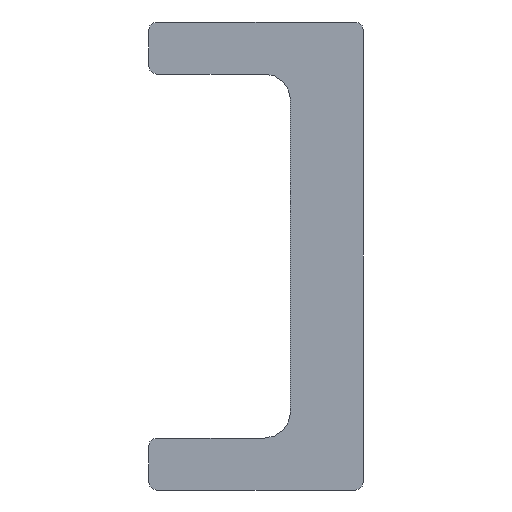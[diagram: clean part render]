
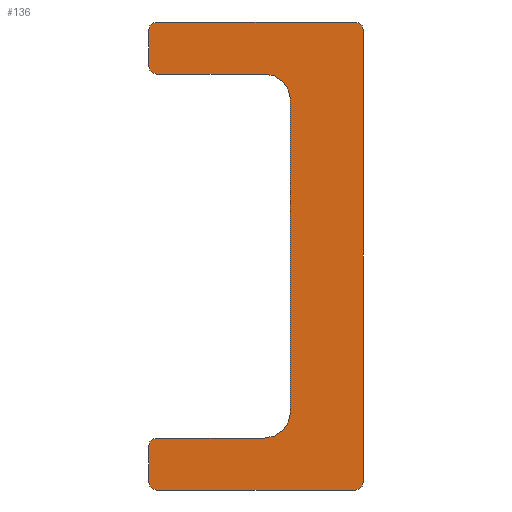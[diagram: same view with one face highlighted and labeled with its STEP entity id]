
A CAD part, front view. The second image highlights one B-rep face of the part: STEP entity #136.
In plain terms, the highlighted planar face has unit normal (0, -1, 0).
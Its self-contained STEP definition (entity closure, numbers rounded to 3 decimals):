
#136 = ADVANCED_FACE( '', ( #322 ), #323, .F. );
#322 = FACE_OUTER_BOUND( '', #513, .T. );
#323 = PLANE( '', #514 );
#513 = EDGE_LOOP( '', ( #817, #818, #819, #820, #821, #822, #823, #824, #825, #826, #827, #828, #829, #830, #831, #832 ) );
#514 = AXIS2_PLACEMENT_3D( '', #833, #834, #835 );
#817 = ORIENTED_EDGE( '', *, *, #992, .F. );
#818 = ORIENTED_EDGE( '', *, *, #982, .T. );
#819 = ORIENTED_EDGE( '', *, *, #1013, .F. );
#820 = ORIENTED_EDGE( '', *, *, #1001, .T. );
#821 = ORIENTED_EDGE( '', *, *, #1014, .F. );
#822 = ORIENTED_EDGE( '', *, *, #1015, .T. );
#823 = ORIENTED_EDGE( '', *, *, #1016, .F. );
#824 = ORIENTED_EDGE( '', *, *, #960, .T. );
#825 = ORIENTED_EDGE( '', *, *, #940, .F. );
#826 = ORIENTED_EDGE( '', *, *, #1011, .T. );
#827 = ORIENTED_EDGE( '', *, *, #953, .F. );
#828 = ORIENTED_EDGE( '', *, *, #950, .T. );
#829 = ORIENTED_EDGE( '', *, *, #921, .F. );
#830 = ORIENTED_EDGE( '', *, *, #969, .T. );
#831 = ORIENTED_EDGE( '', *, *, #972, .F. );
#832 = ORIENTED_EDGE( '', *, *, #913, .T. );
#833 = CARTESIAN_POINT( '', ( -4.125, 0., 9. ) );
#834 = DIRECTION( '', ( 0., 1., 0. ) );
#835 = DIRECTION( '', ( 0., 0., 1. ) );
#913 = EDGE_CURVE( '', #1055, #1053, #1056, .F. );
#921 = EDGE_CURVE( '', #1067, #1069, #1070, .T. );
#940 = EDGE_CURVE( '', #1102, #1104, #1105, .T. );
#950 = EDGE_CURVE( '', #1119, #1069, #1120, .F. );
#953 = EDGE_CURVE( '', #1119, #1123, #1124, .T. );
#960 = EDGE_CURVE( '', #1134, #1104, #1135, .T. );
#969 = EDGE_CURVE( '', #1067, #1146, #1148, .F. );
#972 = EDGE_CURVE( '', #1055, #1146, #1151, .T. );
#982 = EDGE_CURVE( '', #1167, #1165, #1168, .F. );
#992 = EDGE_CURVE( '', #1167, #1053, #1184, .T. );
#1001 = EDGE_CURVE( '', #1197, #1195, #1198, .F. );
#1011 = EDGE_CURVE( '', #1102, #1123, #1210, .T. );
#1013 = EDGE_CURVE( '', #1197, #1165, #1212, .T. );
#1014 = EDGE_CURVE( '', #1213, #1195, #1214, .T. );
#1015 = EDGE_CURVE( '', #1213, #1215, #1216, .F. );
#1016 = EDGE_CURVE( '', #1134, #1215, #1217, .T. );
#1053 = VERTEX_POINT( '', #1255 );
#1055 = VERTEX_POINT( '', #1258 );
#1056 = CIRCLE( '', #1259, 0.3 );
#1067 = VERTEX_POINT( '', #1272 );
#1069 = VERTEX_POINT( '', #1275 );
#1070 = LINE( '', #1276, #1277 );
#1102 = VERTEX_POINT( '', #1311 );
#1104 = VERTEX_POINT( '', #1314 );
#1105 = LINE( '', #1315, #1316 );
#1119 = VERTEX_POINT( '', #1331 );
#1120 = CIRCLE( '', #1332, 0.3 );
#1123 = VERTEX_POINT( '', #1336 );
#1124 = LINE( '', #1337, #1338 );
#1134 = VERTEX_POINT( '', #1350 );
#1135 = CIRCLE( '', #1351, 1. );
#1146 = VERTEX_POINT( '', #1363 );
#1148 = CIRCLE( '', #1366, 0.3 );
#1151 = LINE( '', #1370, #1371 );
#1165 = VERTEX_POINT( '', #1385 );
#1167 = VERTEX_POINT( '', #1388 );
#1168 = CIRCLE( '', #1389, 0.3 );
#1184 = LINE( '', #1407, #1408 );
#1195 = VERTEX_POINT( '', #1419 );
#1197 = VERTEX_POINT( '', #1422 );
#1198 = CIRCLE( '', #1423, 0.3 );
#1210 = CIRCLE( '', #1439, 1. );
#1212 = LINE( '', #1441, #1442 );
#1213 = VERTEX_POINT( '', #1443 );
#1214 = LINE( '', #1444, #1445 );
#1215 = VERTEX_POINT( '', #1446 );
#1216 = CIRCLE( '', #1447, 0.3 );
#1217 = LINE( '', #1448, #1449 );
#1255 = CARTESIAN_POINT( '', ( 4.125, 0., -8.7 ) );
#1258 = CARTESIAN_POINT( '', ( 3.825, 0., -9. ) );
#1259 = AXIS2_PLACEMENT_3D( '', #1493, #1494, #1495 );
#1272 = CARTESIAN_POINT( '', ( -4.125, 0., -8.7 ) );
#1275 = CARTESIAN_POINT( '', ( -4.125, 0., -7.3 ) );
#1276 = CARTESIAN_POINT( '', ( -4.125, 0., -9. ) );
#1277 = VECTOR( '', #1505, 1000. );
#1311 = CARTESIAN_POINT( '', ( 1.325, 0., -6. ) );
#1314 = CARTESIAN_POINT( '', ( 1.325, 0., 6. ) );
#1315 = CARTESIAN_POINT( '', ( 1.325, 0., 7. ) );
#1316 = VECTOR( '', #1545, 1000. );
#1331 = CARTESIAN_POINT( '', ( -3.825, 0., -7. ) );
#1332 = AXIS2_PLACEMENT_3D( '', #1559, #1560, #1561 );
#1336 = CARTESIAN_POINT( '', ( 0.325, 0., -7. ) );
#1337 = CARTESIAN_POINT( '', ( 1.325, 0., -7. ) );
#1338 = VECTOR( '', #1563, 1000. );
#1350 = CARTESIAN_POINT( '', ( 0.325, 0., 7. ) );
#1351 = AXIS2_PLACEMENT_3D( '', #1572, #1573, #1574 );
#1363 = CARTESIAN_POINT( '', ( -3.825, 0., -9. ) );
#1366 = AXIS2_PLACEMENT_3D( '', #1586, #1587, #1588 );
#1370 = CARTESIAN_POINT( '', ( 4.125, 0., -9. ) );
#1371 = VECTOR( '', #1590, 1000. );
#1385 = CARTESIAN_POINT( '', ( 3.825, 0., 9. ) );
#1388 = CARTESIAN_POINT( '', ( 4.125, 0., 8.7 ) );
#1389 = AXIS2_PLACEMENT_3D( '', #1604, #1605, #1606 );
#1407 = CARTESIAN_POINT( '', ( 4.125, 0., 9. ) );
#1408 = VECTOR( '', #1627, 1000. );
#1419 = CARTESIAN_POINT( '', ( -4.125, 0., 8.7 ) );
#1422 = CARTESIAN_POINT( '', ( -3.825, 0., 9. ) );
#1423 = AXIS2_PLACEMENT_3D( '', #1635, #1636, #1637 );
#1439 = AXIS2_PLACEMENT_3D( '', #1648, #1649, #1650 );
#1441 = CARTESIAN_POINT( '', ( -4.125, 0., 9. ) );
#1442 = VECTOR( '', #1651, 1000. );
#1443 = CARTESIAN_POINT( '', ( -4.125, 0., 7.3 ) );
#1444 = CARTESIAN_POINT( '', ( -4.125, 0., -9. ) );
#1445 = VECTOR( '', #1652, 1000. );
#1446 = CARTESIAN_POINT( '', ( -3.825, 0., 7. ) );
#1447 = AXIS2_PLACEMENT_3D( '', #1653, #1654, #1655 );
#1448 = CARTESIAN_POINT( '', ( -4.125, 0., 7. ) );
#1449 = VECTOR( '', #1656, 1000. );
#1493 = CARTESIAN_POINT( '', ( 3.825, 0., -8.7 ) );
#1494 = DIRECTION( '', ( 0., 1., 0. ) );
#1495 = DIRECTION( '', ( 0., 0., 1. ) );
#1505 = DIRECTION( '', ( 0., 0., 1. ) );
#1545 = DIRECTION( '', ( 0., 0., 1. ) );
#1559 = CARTESIAN_POINT( '', ( -3.825, 0., -7.3 ) );
#1560 = DIRECTION( '', ( 0., 1., 0. ) );
#1561 = DIRECTION( '', ( 0., 0., 1. ) );
#1563 = DIRECTION( '', ( 1., 0., 0. ) );
#1572 = CARTESIAN_POINT( '', ( 0.325, 0., 6. ) );
#1573 = DIRECTION( '', ( 0., 1., 0. ) );
#1574 = DIRECTION( '', ( 0., 0., 1. ) );
#1586 = CARTESIAN_POINT( '', ( -3.825, 0., -8.7 ) );
#1587 = DIRECTION( '', ( 0., 1., 0. ) );
#1588 = DIRECTION( '', ( 0., 0., 1. ) );
#1590 = DIRECTION( '', ( -1., 0., 0. ) );
#1604 = CARTESIAN_POINT( '', ( 3.825, 0., 8.7 ) );
#1605 = DIRECTION( '', ( 0., 1., 0. ) );
#1606 = DIRECTION( '', ( 0., 0., 1. ) );
#1627 = DIRECTION( '', ( 0., 0., -1. ) );
#1635 = CARTESIAN_POINT( '', ( -3.825, 0., 8.7 ) );
#1636 = DIRECTION( '', ( 0., 1., 0. ) );
#1637 = DIRECTION( '', ( 0., 0., 1. ) );
#1648 = CARTESIAN_POINT( '', ( 0.325, 0., -6. ) );
#1649 = DIRECTION( '', ( 0., 1., 0. ) );
#1650 = DIRECTION( '', ( 0., 0., 1. ) );
#1651 = DIRECTION( '', ( 1., 0., 0. ) );
#1652 = DIRECTION( '', ( 0., 0., 1. ) );
#1653 = CARTESIAN_POINT( '', ( -3.825, 0., 7.3 ) );
#1654 = DIRECTION( '', ( 0., 1., 0. ) );
#1655 = DIRECTION( '', ( 0., 0., 1. ) );
#1656 = DIRECTION( '', ( -1., 0., 0. ) );
